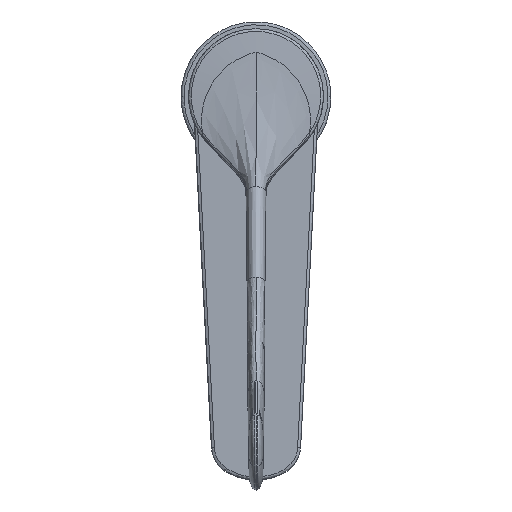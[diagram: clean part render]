
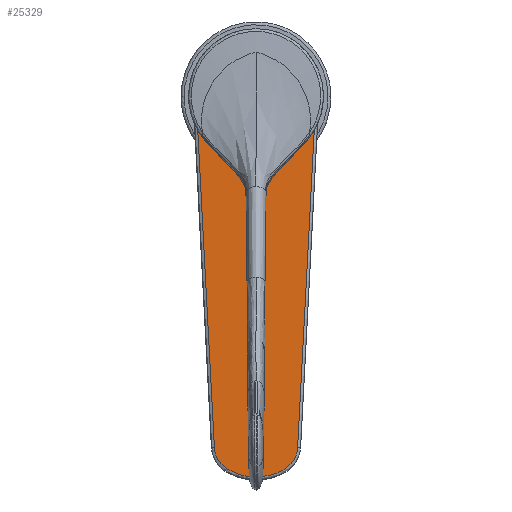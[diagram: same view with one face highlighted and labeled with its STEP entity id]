
A CAD part, top view. The second image highlights one B-rep face of the part: STEP entity #25329.
In plain terms, the highlighted face is planar.
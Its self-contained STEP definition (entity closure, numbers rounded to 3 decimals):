
#1231=FACE_BOUND('',#37922,.T.);
#14204=B_SPLINE_CURVE_WITH_KNOTS('',1,(#232129,#232130),.UNSPECIFIED.,.F.,
 .F.,(2,2),(0.,116.268),.UNSPECIFIED.);
#14220=B_SPLINE_CURVE_WITH_KNOTS('',1,(#232224,#232225),.UNSPECIFIED.,.F.,
 .F.,(2,2),(0.,116.268),.UNSPECIFIED.);
#19614=PLANE('',#104696);
#25329=ADVANCED_FACE('',(#31163,#1231),#19614,.T.);
#31163=FACE_OUTER_BOUND('',#37921,.T.);
#37921=EDGE_LOOP('',(#68154,#68155,#68156,#68157,#68158,#68159,#68160));
#37922=EDGE_LOOP('',(#68161,#68162));
#68154=ORIENTED_EDGE('',*,*,#85312,.F.);
#68155=ORIENTED_EDGE('',*,*,#85311,.F.);
#68156=ORIENTED_EDGE('',*,*,#85337,.T.);
#68157=ORIENTED_EDGE('',*,*,#85340,.T.);
#68158=ORIENTED_EDGE('',*,*,#85342,.T.);
#68159=ORIENTED_EDGE('',*,*,#85345,.T.);
#68160=ORIENTED_EDGE('',*,*,#85320,.T.);
#68161=ORIENTED_EDGE('',*,*,#85319,.T.);
#68162=ORIENTED_EDGE('',*,*,#85318,.T.);
#85311=EDGE_CURVE('',#98359,#98360,#88377,.T.);
#85312=EDGE_CURVE('',#98360,#98361,#88378,.T.);
#85318=EDGE_CURVE('',#98366,#98367,#88384,.T.);
#85319=EDGE_CURVE('',#98367,#98366,#88385,.T.);
#85320=EDGE_CURVE('',#98362,#98361,#14204,.T.);
#85337=EDGE_CURVE('',#98359,#98365,#14220,.T.);
#85340=EDGE_CURVE('',#98365,#98364,#88389,.T.);
#85342=EDGE_CURVE('',#98364,#98363,#88391,.T.);
#85345=EDGE_CURVE('',#98363,#98362,#88394,.T.);
#88377=(
BOUNDED_CURVE()
B_SPLINE_CURVE(2,(#232090,#232091,#232092,#232093,#232094,#232095,#232096,
#232097,#232098),.UNSPECIFIED.,.F.,.F.)
B_SPLINE_CURVE_WITH_KNOTS((3,2,2,2,3),(-64.926,-48.722,
-32.518,-16.313,-0.109),.UNSPECIFIED.)
CURVE()
GEOMETRIC_REPRESENTATION_ITEM()
RATIONAL_B_SPLINE_CURVE((1.,0.919,1.,0.919,1.,0.919,
1.,0.919,1.))
REPRESENTATION_ITEM('')
);
#88378=(
BOUNDED_CURVE()
B_SPLINE_CURVE(2,(#232099,#232100,#232101),.UNSPECIFIED.,.F.,.F.)
B_SPLINE_CURVE_WITH_KNOTS((3,3),(-0.109,0.),.UNSPECIFIED.)
CURVE()
GEOMETRIC_REPRESENTATION_ITEM()
RATIONAL_B_SPLINE_CURVE((1.,1.,1.))
REPRESENTATION_ITEM('')
);
#88384=(
BOUNDED_CURVE()
B_SPLINE_CURVE(2,(#232119,#232120,#232121,#232122,#232123),
 .UNSPECIFIED.,.F.,.F.)
B_SPLINE_CURVE_WITH_KNOTS((3,2,3),(-59.298,-29.649,
0.),.UNSPECIFIED.)
CURVE()
GEOMETRIC_REPRESENTATION_ITEM()
RATIONAL_B_SPLINE_CURVE((1.,0.707,1.,0.707,1.))
REPRESENTATION_ITEM('')
);
#88385=(
BOUNDED_CURVE()
B_SPLINE_CURVE(2,(#232124,#232125,#232126,#232127,#232128),
 .UNSPECIFIED.,.F.,.F.)
B_SPLINE_CURVE_WITH_KNOTS((3,2,3),(-59.298,-29.649,
0.),.UNSPECIFIED.)
CURVE()
GEOMETRIC_REPRESENTATION_ITEM()
RATIONAL_B_SPLINE_CURVE((1.,0.707,1.,0.707,1.))
REPRESENTATION_ITEM('')
);
#88389=(
BOUNDED_CURVE()
B_SPLINE_CURVE(2,(#232232,#232233,#232234),.UNSPECIFIED.,.F.,.F.)
B_SPLINE_CURVE_WITH_KNOTS((3,3),(0.,8.946),.UNSPECIFIED.)
CURVE()
GEOMETRIC_REPRESENTATION_ITEM()
RATIONAL_B_SPLINE_CURVE((1.,0.879,1.))
REPRESENTATION_ITEM('')
);
#88391=(
BOUNDED_CURVE()
B_SPLINE_CURVE(2,(#232238,#232239,#232240),.UNSPECIFIED.,.F.,.F.)
B_SPLINE_CURVE_WITH_KNOTS((3,3),(0.,19.705),.UNSPECIFIED.)
CURVE()
GEOMETRIC_REPRESENTATION_ITEM()
RATIONAL_B_SPLINE_CURVE((1.,0.866,1.))
REPRESENTATION_ITEM('')
);
#88394=(
BOUNDED_CURVE()
B_SPLINE_CURVE(2,(#232247,#232248,#232249),.UNSPECIFIED.,.F.,.F.)
B_SPLINE_CURVE_WITH_KNOTS((3,3),(0.,8.946),.UNSPECIFIED.)
CURVE()
GEOMETRIC_REPRESENTATION_ITEM()
RATIONAL_B_SPLINE_CURVE((1.,0.879,1.))
REPRESENTATION_ITEM('')
);
#98359=VERTEX_POINT('',#231354);
#98360=VERTEX_POINT('',#231355);
#98361=VERTEX_POINT('',#231356);
#98362=VERTEX_POINT('',#231357);
#98363=VERTEX_POINT('',#231358);
#98364=VERTEX_POINT('',#231359);
#98365=VERTEX_POINT('',#231360);
#98366=VERTEX_POINT('',#231361);
#98367=VERTEX_POINT('',#231362);
#104696=AXIS2_PLACEMENT_3D('',#221325,#109616,$);
#109616=DIRECTION('',(0.,1.,0.));
#221325=CARTESIAN_POINT('',(-25.048,100.,-35.533));
#231354=CARTESIAN_POINT('',(-19.973,100.,1.047));
#231355=CARTESIAN_POINT('',(19.978,100.,0.938));
#231356=CARTESIAN_POINT('',(19.973,100.,1.047));
#231357=CARTESIAN_POINT('',(13.888,100.,117.156));
#231358=CARTESIAN_POINT('',(9.407,100.,124.475));
#231359=CARTESIAN_POINT('',(-9.407,100.,124.475));
#231360=CARTESIAN_POINT('',(-13.888,100.,117.156));
#231361=CARTESIAN_POINT('',(0.,100.,-18.875));
#231362=CARTESIAN_POINT('',(0.,100.,18.875));
#232090=CARTESIAN_POINT('',(-19.973,100.,1.047));
#232091=CARTESIAN_POINT('',(-20.421,100.,-7.518));
#232092=CARTESIAN_POINT('',(-14.526,100.,-13.747));
#232093=CARTESIAN_POINT('',(-8.631,100.,-19.977));
#232094=CARTESIAN_POINT('',(-0.054,100.,-20.));
#232095=CARTESIAN_POINT('',(8.522,100.,-20.023));
#232096=CARTESIAN_POINT('',(14.451,100.,-13.826));
#232097=CARTESIAN_POINT('',(20.38,100.,-7.629));
#232098=CARTESIAN_POINT('',(19.978,100.,0.938));
#232099=CARTESIAN_POINT('',(19.978,100.,0.938));
#232100=CARTESIAN_POINT('',(19.975,100.,0.992));
#232101=CARTESIAN_POINT('',(19.973,100.,1.047));
#232119=CARTESIAN_POINT('',(0.,100.,-18.875));
#232120=CARTESIAN_POINT('',(18.875,100.,-18.875));
#232121=CARTESIAN_POINT('',(18.875,100.,0.));
#232122=CARTESIAN_POINT('',(18.875,100.,18.875));
#232123=CARTESIAN_POINT('',(0.,100.,18.875));
#232124=CARTESIAN_POINT('',(0.,100.,18.875));
#232125=CARTESIAN_POINT('',(-18.875,100.,18.875));
#232126=CARTESIAN_POINT('',(-18.875,100.,0.));
#232127=CARTESIAN_POINT('',(-18.875,100.,-18.875));
#232128=CARTESIAN_POINT('',(0.,100.,-18.875));
#232129=CARTESIAN_POINT('',(13.888,100.,117.156));
#232130=CARTESIAN_POINT('',(19.973,100.,1.047));
#232224=CARTESIAN_POINT('',(-19.973,100.,1.047));
#232225=CARTESIAN_POINT('',(-13.888,100.,117.156));
#232232=CARTESIAN_POINT('',(-13.888,100.,117.156));
#232233=CARTESIAN_POINT('',(-13.632,100.,122.031));
#232234=CARTESIAN_POINT('',(-9.407,100.,124.475));
#232238=CARTESIAN_POINT('',(-9.407,100.,124.475));
#232239=CARTESIAN_POINT('',(0.,100.,129.917));
#232240=CARTESIAN_POINT('',(9.407,100.,124.475));
#232247=CARTESIAN_POINT('',(9.407,100.,124.475));
#232248=CARTESIAN_POINT('',(13.632,100.,122.031));
#232249=CARTESIAN_POINT('',(13.888,100.,117.156));
